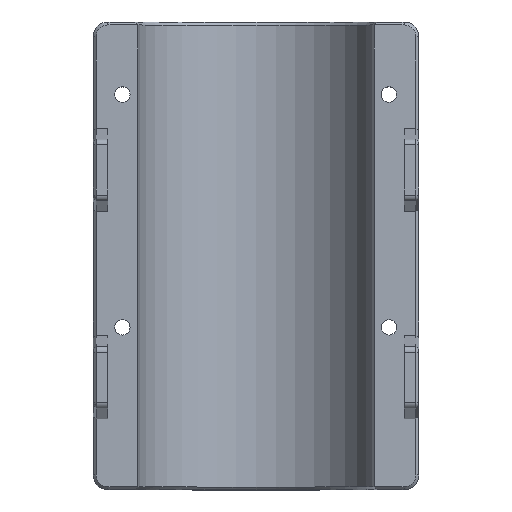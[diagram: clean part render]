
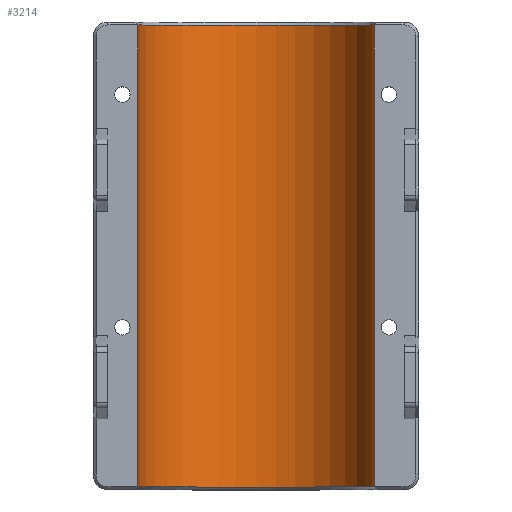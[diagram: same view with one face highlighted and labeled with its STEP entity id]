
A CAD part, top view. The second image highlights one B-rep face of the part: STEP entity #3214.
In plain terms, the highlighted cylindrical face has radius 40 mm (diameter 80 mm), a partial arc.
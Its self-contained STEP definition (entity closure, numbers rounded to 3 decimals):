
#82=CYLINDRICAL_SURFACE('',#3474,40.);
#150=CIRCLE('',#3468,40.);
#152=CIRCLE('',#3472,40.);
#247=FACE_OUTER_BOUND('',#431,.T.);
#431=EDGE_LOOP('',(#2484,#2485,#2486,#2487));
#739=LINE('',#5086,#1103);
#740=LINE('',#5087,#1104);
#1103=VECTOR('',#4068,10.);
#1104=VECTOR('',#4069,10.);
#1467=VERTEX_POINT('',#5054);
#1468=VERTEX_POINT('',#5058);
#1470=VERTEX_POINT('',#5068);
#1473=VERTEX_POINT('',#5075);
#1835=EDGE_CURVE('',#1468,#1467,#150,.T.);
#1841=EDGE_CURVE('',#1473,#1470,#152,.T.);
#1845=EDGE_CURVE('',#1470,#1468,#739,.T.);
#1846=EDGE_CURVE('',#1467,#1473,#740,.T.);
#2484=ORIENTED_EDGE('',*,*,#1835,.F.);
#2485=ORIENTED_EDGE('',*,*,#1845,.F.);
#2486=ORIENTED_EDGE('',*,*,#1841,.F.);
#2487=ORIENTED_EDGE('',*,*,#1846,.F.);
#3214=ADVANCED_FACE('',(#247),#82,.F.);
#3468=AXIS2_PLACEMENT_3D('',#5062,#4049,#4050);
#3472=AXIS2_PLACEMENT_3D('',#5079,#4059,#4060);
#3474=AXIS2_PLACEMENT_3D('',#5085,#4066,#4067);
#4049=DIRECTION('center_axis',(0.,-1.,0.));
#4050=DIRECTION('ref_axis',(1.,0.,0.));
#4059=DIRECTION('center_axis',(0.,1.,0.));
#4060=DIRECTION('ref_axis',(1.,0.,0.));
#4066=DIRECTION('center_axis',(0.,-1.,0.));
#4067=DIRECTION('ref_axis',(1.,0.,0.));
#4068=DIRECTION('',(0.,1.,0.));
#4069=DIRECTION('',(0.,-1.,0.));
#5054=CARTESIAN_POINT('',(39.99,-52.325,335.42));
#5058=CARTESIAN_POINT('',(-39.917,-52.325,335.42));
#5062=CARTESIAN_POINT('Origin',(0.037,-52.325,337.349));
#5068=CARTESIAN_POINT('',(-39.917,-208.325,335.42));
#5075=CARTESIAN_POINT('',(39.99,-208.325,335.42));
#5079=CARTESIAN_POINT('Origin',(0.037,-208.325,337.349));
#5085=CARTESIAN_POINT('Origin',(0.037,-51.325,337.349));
#5086=CARTESIAN_POINT('',(-39.917,-51.325,335.42));
#5087=CARTESIAN_POINT('',(39.99,-51.325,335.42));
